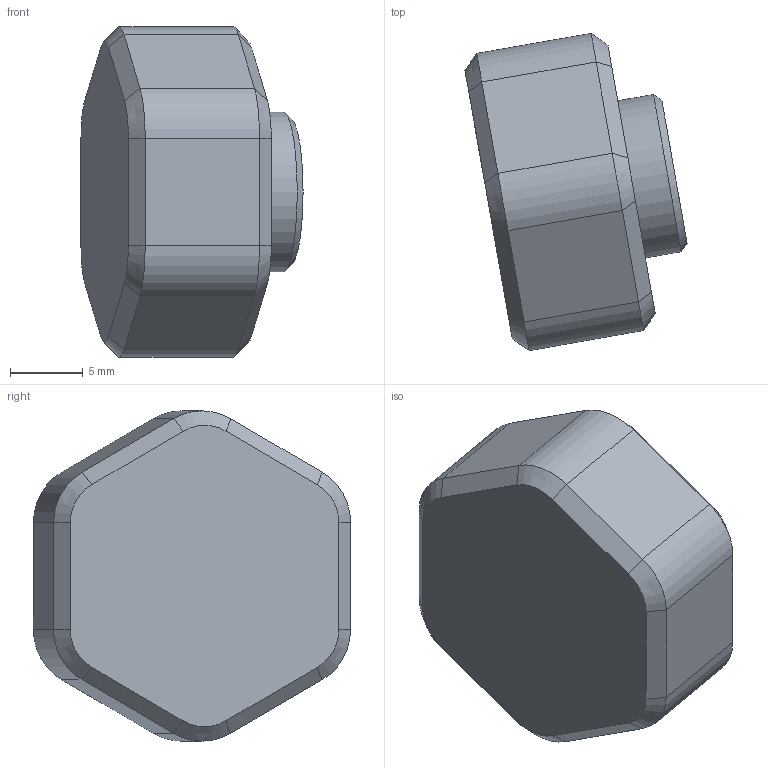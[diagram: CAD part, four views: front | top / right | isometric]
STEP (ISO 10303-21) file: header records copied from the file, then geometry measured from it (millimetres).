
FILE_DESCRIPTION(/* description */ (''),/* implementation_level */ '2;1');
FILE_NAME(/* name */ 'CW1-KNOB.step',/* time_stamp */ '2019-08-13T12:54:50+02:00',/* author */ (''),/* organization */ (''),/* preprocessor_version */ 'ST-DEVELOPER v18',/* originating_system */ 'Autodesk Translation Framework v8.2.0.1029',/* authorisation */ '');
FILE_SCHEMA (('AUTOMOTIVE_DESIGN { 1 0 10303 214 3 1 1 }'));
Length unit declared in the file: millimetre
Products named in the file (1): knob
Bounding box: 15.3 x 21.87 x 22.76 mm (x, y, z)
Volume: 3643.5 mm3; surface area: 1617.5 mm2
Topology: 1 solids, 1 shells, 43 faces, 92 edges, 53 vertices
Faces by surface type: plane 22, cone 13, cylinder 8
Full cylindrical faces by diameter (mm): 5.9 x1, 11 x1
Entity records: 1175 total; most frequent: DIRECTION 209, CARTESIAN_POINT 189, ORIENTED_EDGE 184, EDGE_CURVE 92, AXIS2_PLACEMENT_3D 73, LINE 63, VECTOR 63, VERTEX_POINT 53
